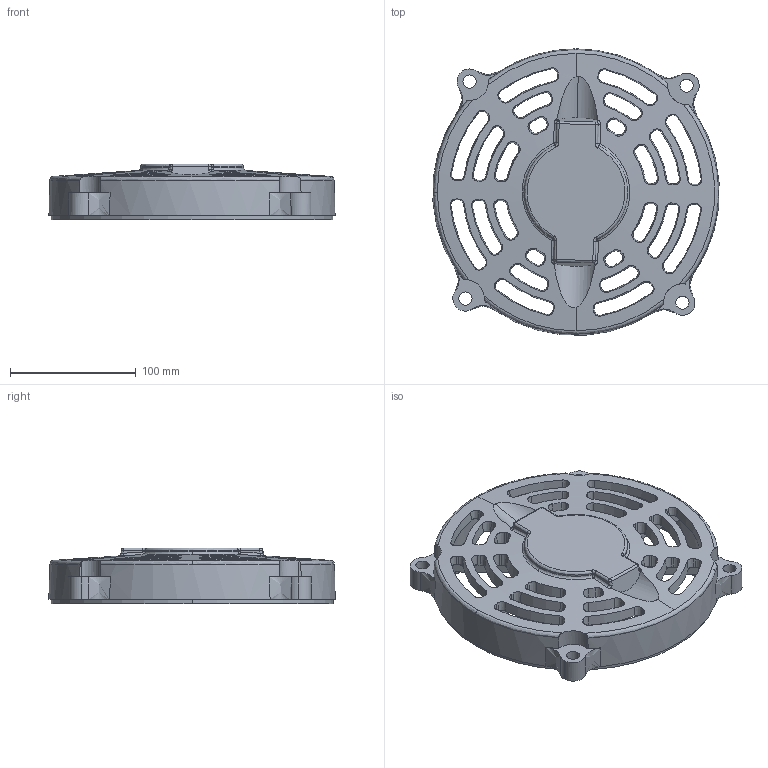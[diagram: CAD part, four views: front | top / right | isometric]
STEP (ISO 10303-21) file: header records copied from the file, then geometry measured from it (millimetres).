
FILE_DESCRIPTION (( 'STEP AP214' ), '1' );
FILE_NAME ('MTADP-OEB-210.STEP', '2020-07-08T14:03:00', ( '' ), ( '' ), 'SwSTEP 2.0', 'SolidWorks 2017', '' );
FILE_SCHEMA (( 'AUTOMOTIVE_DESIGN' ));
Length unit declared in the file: inch
Products named in the file (1): MTADP-OEB-210
Bounding box: 227.51 x 227.76 x 44.5 mm (x, y, z)
Volume: 522355.2 mm3; surface area: 148535.1 mm2
Topology: 1 solids, 1 shells, 531 faces, 1491 edges, 933 vertices
Faces by surface type: cone 199, plane 138, cylinder 109, bspline 83, torus 2
Entity records: 22668 total; most frequent: CARTESIAN_POINT 9611, ORIENTED_EDGE 2956, DIRECTION 2540, EDGE_CURVE 1478, AXIS2_PLACEMENT_3D 1002, VERTEX_POINT 933, EDGE_LOOP 571, CIRCLE 553
